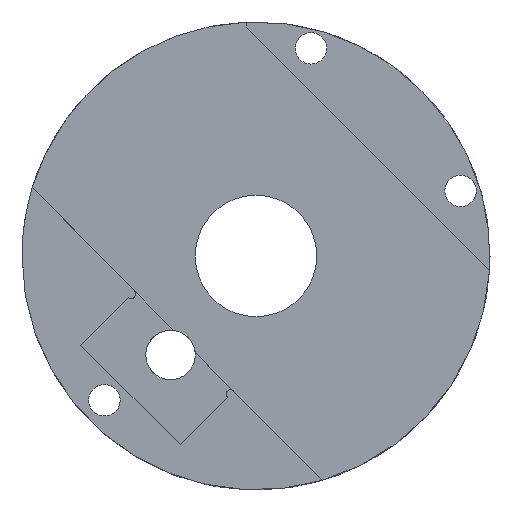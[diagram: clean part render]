
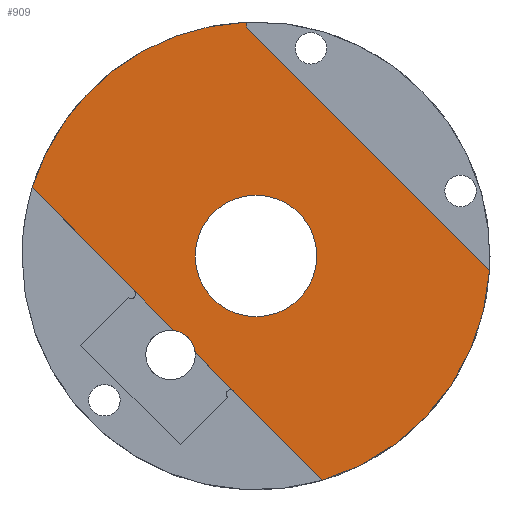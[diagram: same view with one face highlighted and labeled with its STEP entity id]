
A CAD part, top view. The second image highlights one B-rep face of the part: STEP entity #909.
In plain terms, the highlighted planar face has unit normal (0, 0, 1).
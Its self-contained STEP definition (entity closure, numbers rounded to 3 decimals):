
#150=CARTESIAN_POINT('',(-1.009,1.428,3.));
#151=VERTEX_POINT('',#150);
#158=CARTESIAN_POINT('',(25.949,-25.624,3.));
#159=VERTEX_POINT('',#158);
#160=CARTESIAN_POINT('',(25.949,-25.624,3.));
#161=DIRECTION('',(-0.706,0.708,0.));
#162=VECTOR('',#161,38.191);
#163=LINE('',#160,#162);
#164=EDGE_CURVE('',#159,#151,#163,.T.);
#200=CARTESIAN_POINT('',(-24.872,-16.424,3.));
#201=VERTEX_POINT('',#200);
#208=CARTESIAN_POINT('',(-1.131,1.975,3.));
#209=VERTEX_POINT('',#208);
#210=CARTESIAN_POINT('',(0.,-24.,3.));
#211=DIRECTION('',(0.,0.,1.));
#212=DIRECTION('',(1.,-0.,0.));
#213=AXIS2_PLACEMENT_3D('',#210,#211,#212);
#214=CIRCLE('',#213,26.);
#215=EDGE_CURVE('',#209,#201,#214,.T.);
#225=CARTESIAN_POINT('',(7.376,-48.932,3.));
#226=VERTEX_POINT('',#225);
#227=CARTESIAN_POINT('',(0.,-24.,3.));
#228=DIRECTION('',(0.,0.,1.));
#229=DIRECTION('',(1.,-0.,0.));
#230=AXIS2_PLACEMENT_3D('',#227,#228,#229);
#231=CIRCLE('',#230,26.);
#232=EDGE_CURVE('',#226,#159,#231,.T.);
#377=CARTESIAN_POINT('',(-6.77,-34.673,3.));
#378=VERTEX_POINT('',#377);
#379=CARTESIAN_POINT('',(7.376,-48.932,3.));
#380=DIRECTION('',(-0.704,0.71,0.));
#381=VECTOR('',#380,20.085);
#382=LINE('',#379,#381);
#383=EDGE_CURVE('',#226,#378,#382,.T.);
#414=CARTESIAN_POINT('',(-1.009,1.428,3.));
#415=DIRECTION('',(-0.217,0.976,0.));
#416=VECTOR('',#415,0.561);
#417=LINE('',#414,#416);
#418=EDGE_CURVE('',#151,#209,#417,.T.);
#595=CARTESIAN_POINT('',(6.75,-24.,3.));
#596=VERTEX_POINT('',#595);
#603=CARTESIAN_POINT('',(0.,-24.,3.));
#604=DIRECTION('',(0.,0.,1.));
#605=DIRECTION('',(1.,-0.,0.));
#606=AXIS2_PLACEMENT_3D('',#603,#604,#605);
#607=CIRCLE('',#606,6.75);
#608=EDGE_CURVE('',#596,#596,#607,.T.);
#628=CARTESIAN_POINT('',(-9.151,-32.272,3.));
#629=VERTEX_POINT('',#628);
#630=CARTESIAN_POINT('',(-9.5,-35.,3.));
#631=DIRECTION('',(0.,0.,1.));
#632=DIRECTION('',(1.,-0.,0.));
#633=AXIS2_PLACEMENT_3D('',#630,#631,#632);
#634=CIRCLE('',#633,2.75);
#635=EDGE_CURVE('',#378,#629,#634,.T.);
#655=CARTESIAN_POINT('',(-9.151,-32.272,3.));
#656=DIRECTION('',(-0.704,0.71,0.));
#657=VECTOR('',#656,22.323);
#658=LINE('',#655,#657);
#659=EDGE_CURVE('',#629,#201,#658,.T.);
#892=CARTESIAN_POINT('',(0.,-24.,3.));
#893=DIRECTION('',(0.,0.,1.));
#894=DIRECTION('',(1.,-0.,0.));
#895=AXIS2_PLACEMENT_3D('',#892,#893,#894);
#896=PLANE('',#895);
#897=ORIENTED_EDGE('',*,*,#164,.T.);
#898=ORIENTED_EDGE('',*,*,#418,.T.);
#899=ORIENTED_EDGE('',*,*,#215,.T.);
#900=ORIENTED_EDGE('',*,*,#659,.F.);
#901=ORIENTED_EDGE('',*,*,#635,.F.);
#902=ORIENTED_EDGE('',*,*,#383,.F.);
#903=ORIENTED_EDGE('',*,*,#232,.T.);
#904=EDGE_LOOP('',(#897,#898,#899,#900,#901,#902,#903));
#905=FACE_BOUND('',#904,.T.);
#906=ORIENTED_EDGE('',*,*,#608,.F.);
#907=EDGE_LOOP('',(#906));
#908=FACE_BOUND('',#907,.T.);
#909=ADVANCED_FACE('',(#905,#908),#896,.T.);
